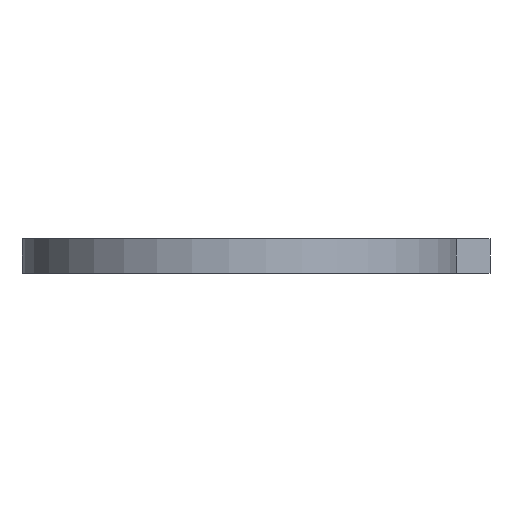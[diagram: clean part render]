
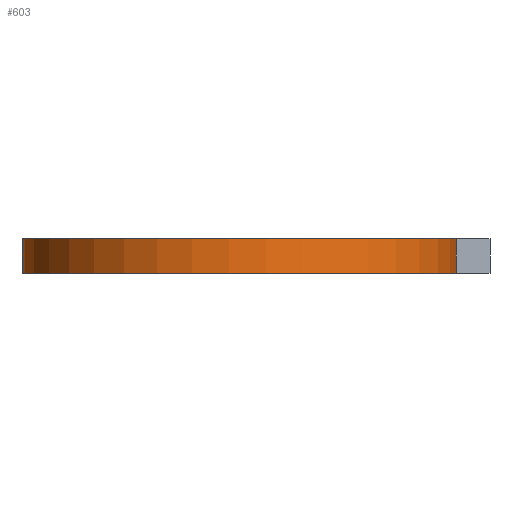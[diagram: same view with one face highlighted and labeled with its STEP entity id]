
A CAD part, front view. The second image highlights one B-rep face of the part: STEP entity #603.
In plain terms, the highlighted cylindrical face has radius 6.25 mm (diameter 12.5 mm), a partial arc.
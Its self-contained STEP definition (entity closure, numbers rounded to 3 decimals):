
#72 = PLANE('',#73);
#73 = AXIS2_PLACEMENT_3D('',#74,#75,#76);
#74 = CARTESIAN_POINT('',(16.934,-275.,13.));
#75 = DIRECTION('',(0.,0.,1.));
#76 = DIRECTION('',(1.,0.,0.));
#126 = PLANE('',#127);
#127 = AXIS2_PLACEMENT_3D('',#128,#129,#130);
#128 = CARTESIAN_POINT('',(16.934,-275.,14.));
#129 = DIRECTION('',(0.,0.,1.));
#130 = DIRECTION('',(1.,0.,0.));
#495 = PLANE('',#496);
#496 = AXIS2_PLACEMENT_3D('',#497,#498,#499);
#497 = CARTESIAN_POINT('',(19.7,-285.863,14.));
#498 = DIRECTION('',(-1.,0.,0.));
#499 = DIRECTION('',(0.,-1.,-0.));
#533 = VERTEX_POINT('',#534);
#534 = CARTESIAN_POINT('',(19.7,-289.963,13.));
#555 = EDGE_CURVE('',#556,#533,#558,.T.);
#556 = VERTEX_POINT('',#557);
#557 = CARTESIAN_POINT('',(19.7,-289.963,14.));
#558 = SURFACE_CURVE('',#559,(#563,#570),.PCURVE_S1.);
#559 = LINE('',#560,#561);
#560 = CARTESIAN_POINT('',(19.7,-289.963,14.));
#561 = VECTOR('',#562,1.);
#562 = DIRECTION('',(0.,0.,-1.));
#563 = PCURVE('',#495,#564);
#564 = DEFINITIONAL_REPRESENTATION('',(#565),#569);
#565 = LINE('',#566,#567);
#566 = CARTESIAN_POINT('',(4.1,0.));
#567 = VECTOR('',#568,1.);
#568 = DIRECTION('',(0.,-1.));
#569 = ( GEOMETRIC_REPRESENTATION_CONTEXT(2) 
PARAMETRIC_REPRESENTATION_CONTEXT() REPRESENTATION_CONTEXT('2D SPACE',''
  ) );
#570 = PCURVE('',#571,#576);
#571 = CYLINDRICAL_SURFACE('',#572,6.25);
#572 = AXIS2_PLACEMENT_3D('',#573,#574,#575);
#573 = CARTESIAN_POINT('',(16.,-295.,14.));
#574 = DIRECTION('',(0.,-0.,1.));
#575 = DIRECTION('',(-1.,0.,0.));
#576 = DEFINITIONAL_REPRESENTATION('',(#577),#581);
#577 = LINE('',#578,#579);
#578 = CARTESIAN_POINT('',(-2.204,0.));
#579 = VECTOR('',#580,1.);
#580 = DIRECTION('',(-0.,-1.));
#581 = ( GEOMETRIC_REPRESENTATION_CONTEXT(2) 
PARAMETRIC_REPRESENTATION_CONTEXT() REPRESENTATION_CONTEXT('2D SPACE',''
  ) );
#603 = ADVANCED_FACE('',(#604),#571,.T.);
#604 = FACE_BOUND('',#605,.F.);
#605 = EDGE_LOOP('',(#606,#607,#635,#663));
#606 = ORIENTED_EDGE('',*,*,#555,.T.);
#607 = ORIENTED_EDGE('',*,*,#608,.T.);
#608 = EDGE_CURVE('',#533,#609,#611,.T.);
#609 = VERTEX_POINT('',#610);
#610 = CARTESIAN_POINT('',(12.8,-289.631,13.));
#611 = SURFACE_CURVE('',#612,(#617,#624),.PCURVE_S1.);
#612 = CIRCLE('',#613,6.25);
#613 = AXIS2_PLACEMENT_3D('',#614,#615,#616);
#614 = CARTESIAN_POINT('',(16.,-295.,13.));
#615 = DIRECTION('',(0.,0.,-1.));
#616 = DIRECTION('',(-1.,0.,0.));
#617 = PCURVE('',#571,#618);
#618 = DEFINITIONAL_REPRESENTATION('',(#619),#623);
#619 = LINE('',#620,#621);
#620 = CARTESIAN_POINT('',(-0.,-1.));
#621 = VECTOR('',#622,1.);
#622 = DIRECTION('',(-1.,0.));
#623 = ( GEOMETRIC_REPRESENTATION_CONTEXT(2) 
PARAMETRIC_REPRESENTATION_CONTEXT() REPRESENTATION_CONTEXT('2D SPACE',''
  ) );
#624 = PCURVE('',#72,#625);
#625 = DEFINITIONAL_REPRESENTATION('',(#626),#634);
#626 = ( BOUNDED_CURVE() B_SPLINE_CURVE(2,(#627,#628,#629,#630,#631,#632
,#633),.UNSPECIFIED.,.T.,.F.) B_SPLINE_CURVE_WITH_KNOTS((1,2,2,2,2,1),(
    -2.094,0.,2.094,4.189,6.283,
8.378),.UNSPECIFIED.) CURVE() GEOMETRIC_REPRESENTATION_ITEM() 
RATIONAL_B_SPLINE_CURVE((1.,0.5,1.,0.5,1.,0.5,1.)) REPRESENTATION_ITEM(
  '') );
#627 = CARTESIAN_POINT('',(-7.184,-20.));
#628 = CARTESIAN_POINT('',(-7.184,-9.175));
#629 = CARTESIAN_POINT('',(2.191,-14.587));
#630 = CARTESIAN_POINT('',(11.566,-20.));
#631 = CARTESIAN_POINT('',(2.191,-25.413));
#632 = CARTESIAN_POINT('',(-7.184,-30.825));
#633 = CARTESIAN_POINT('',(-7.184,-20.));
#634 = ( GEOMETRIC_REPRESENTATION_CONTEXT(2) 
PARAMETRIC_REPRESENTATION_CONTEXT() REPRESENTATION_CONTEXT('2D SPACE',''
  ) );
#635 = ORIENTED_EDGE('',*,*,#636,.F.);
#636 = EDGE_CURVE('',#637,#609,#639,.T.);
#637 = VERTEX_POINT('',#638);
#638 = CARTESIAN_POINT('',(12.8,-289.631,14.));
#639 = SURFACE_CURVE('',#640,(#644,#651),.PCURVE_S1.);
#640 = LINE('',#641,#642);
#641 = CARTESIAN_POINT('',(12.8,-289.631,14.));
#642 = VECTOR('',#643,1.);
#643 = DIRECTION('',(0.,0.,-1.));
#644 = PCURVE('',#571,#645);
#645 = DEFINITIONAL_REPRESENTATION('',(#646),#650);
#646 = LINE('',#647,#648);
#647 = CARTESIAN_POINT('',(-7.316,0.));
#648 = VECTOR('',#649,1.);
#649 = DIRECTION('',(-0.,-1.));
#650 = ( GEOMETRIC_REPRESENTATION_CONTEXT(2) 
PARAMETRIC_REPRESENTATION_CONTEXT() REPRESENTATION_CONTEXT('2D SPACE',''
  ) );
#651 = PCURVE('',#652,#657);
#652 = PLANE('',#653);
#653 = AXIS2_PLACEMENT_3D('',#654,#655,#656);
#654 = CARTESIAN_POINT('',(12.8,-283.131,14.));
#655 = DIRECTION('',(-1.,0.,0.));
#656 = DIRECTION('',(0.,-1.,-0.));
#657 = DEFINITIONAL_REPRESENTATION('',(#658),#662);
#658 = LINE('',#659,#660);
#659 = CARTESIAN_POINT('',(6.5,0.));
#660 = VECTOR('',#661,1.);
#661 = DIRECTION('',(0.,-1.));
#662 = ( GEOMETRIC_REPRESENTATION_CONTEXT(2) 
PARAMETRIC_REPRESENTATION_CONTEXT() REPRESENTATION_CONTEXT('2D SPACE',''
  ) );
#663 = ORIENTED_EDGE('',*,*,#664,.F.);
#664 = EDGE_CURVE('',#556,#637,#665,.T.);
#665 = SURFACE_CURVE('',#666,(#671,#678),.PCURVE_S1.);
#666 = CIRCLE('',#667,6.25);
#667 = AXIS2_PLACEMENT_3D('',#668,#669,#670);
#668 = CARTESIAN_POINT('',(16.,-295.,14.));
#669 = DIRECTION('',(0.,0.,-1.));
#670 = DIRECTION('',(-1.,0.,0.));
#671 = PCURVE('',#571,#672);
#672 = DEFINITIONAL_REPRESENTATION('',(#673),#677);
#673 = LINE('',#674,#675);
#674 = CARTESIAN_POINT('',(-0.,0.));
#675 = VECTOR('',#676,1.);
#676 = DIRECTION('',(-1.,0.));
#677 = ( GEOMETRIC_REPRESENTATION_CONTEXT(2) 
PARAMETRIC_REPRESENTATION_CONTEXT() REPRESENTATION_CONTEXT('2D SPACE',''
  ) );
#678 = PCURVE('',#126,#679);
#679 = DEFINITIONAL_REPRESENTATION('',(#680),#688);
#680 = ( BOUNDED_CURVE() B_SPLINE_CURVE(2,(#681,#682,#683,#684,#685,#686
,#687),.UNSPECIFIED.,.T.,.F.) B_SPLINE_CURVE_WITH_KNOTS((1,2,2,2,2,1),(
    -2.094,0.,2.094,4.189,6.283,
8.378),.UNSPECIFIED.) CURVE() GEOMETRIC_REPRESENTATION_ITEM() 
RATIONAL_B_SPLINE_CURVE((1.,0.5,1.,0.5,1.,0.5,1.)) REPRESENTATION_ITEM(
  '') );
#681 = CARTESIAN_POINT('',(-7.184,-20.));
#682 = CARTESIAN_POINT('',(-7.184,-9.175));
#683 = CARTESIAN_POINT('',(2.191,-14.587));
#684 = CARTESIAN_POINT('',(11.566,-20.));
#685 = CARTESIAN_POINT('',(2.191,-25.413));
#686 = CARTESIAN_POINT('',(-7.184,-30.825));
#687 = CARTESIAN_POINT('',(-7.184,-20.));
#688 = ( GEOMETRIC_REPRESENTATION_CONTEXT(2) 
PARAMETRIC_REPRESENTATION_CONTEXT() REPRESENTATION_CONTEXT('2D SPACE',''
  ) );
